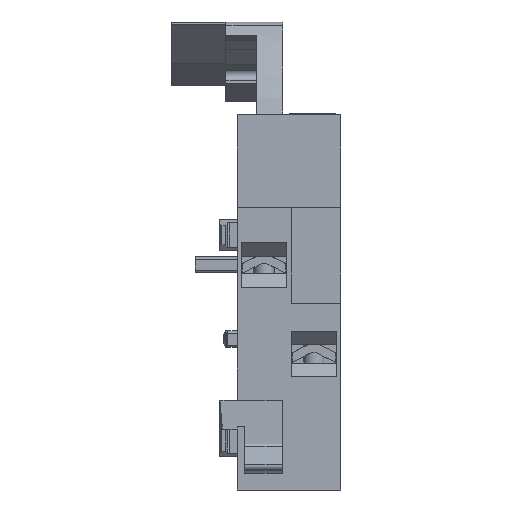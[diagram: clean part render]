
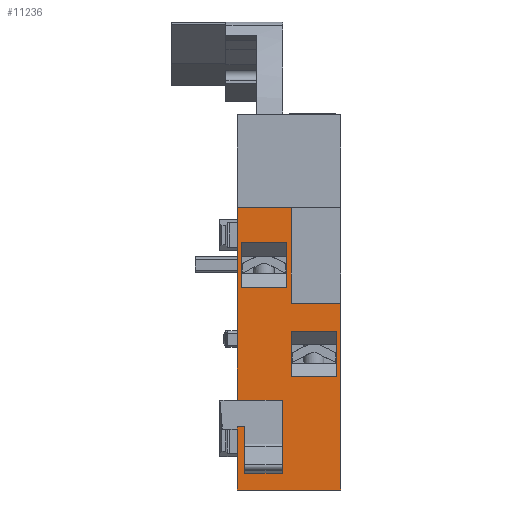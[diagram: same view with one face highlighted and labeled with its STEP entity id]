
A CAD part, front view. The second image highlights one B-rep face of the part: STEP entity #11236.
In plain terms, the highlighted planar face has unit normal (0, -1, 0).
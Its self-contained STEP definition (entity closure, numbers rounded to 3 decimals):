
#742=DIRECTION('',(0.,0.,1.));
#743=VECTOR('',#742,10.637);
#744=CARTESIAN_POINT('',(11.5,0.,0.));
#745=LINE('',#744,#743);
#978=DIRECTION('',(0.,0.,1.));
#979=VECTOR('',#978,33.608);
#980=CARTESIAN_POINT('',(11.5,0.,15.692));
#981=LINE('',#980,#979);
#2224=DIRECTION('',(-1.,0.,0.));
#2225=VECTOR('',#2224,7.9);
#2226=CARTESIAN_POINT('',(28.8,0.,19.75));
#2227=LINE('',#2226,#2225);
#2231=DIRECTION('',(1.,0.,0.));
#2232=VECTOR('',#2231,7.9);
#2233=CARTESIAN_POINT('',(20.9,0.,27.75));
#2234=LINE('',#2233,#2232);
#2238=DIRECTION('',(-1.,0.,0.));
#2239=VECTOR('',#2238,7.9);
#2240=CARTESIAN_POINT('',(20.1,0.,35.35));
#2241=LINE('',#2240,#2239);
#2245=DIRECTION('',(1.,0.,0.));
#2246=VECTOR('',#2245,7.9);
#2247=CARTESIAN_POINT('',(12.2,0.,43.15));
#2248=LINE('',#2247,#2246);
#2252=DIRECTION('',(0.,0.,-1.));
#2253=VECTOR('',#2252,4.576);
#2254=CARTESIAN_POINT('',(19.35,0.,15.692));
#2255=LINE('',#2254,#2253);
#2259=DIRECTION('',(1.,0.,0.));
#2260=VECTOR('',#2259,7.85);
#2261=CARTESIAN_POINT('',(11.5,0.,15.692));
#2262=LINE('',#2261,#2260);
#2266=DIRECTION('',(0.,0.,-1.));
#2267=VECTOR('',#2266,16.7);
#2268=CARTESIAN_POINT('',(20.9,0.,49.3));
#2269=LINE('',#2268,#2267);
#2273=DIRECTION('',(-1.,0.,0.));
#2274=VECTOR('',#2273,8.6);
#2275=CARTESIAN_POINT('',(29.5,0.,32.6));
#2276=LINE('',#2275,#2274);
#2280=DIRECTION('',(1.,0.,0.));
#2281=VECTOR('',#2280,18.);
#2282=CARTESIAN_POINT('',(11.5,0.,0.));
#2283=LINE('',#2282,#2281);
#2287=DIRECTION('',(0.,0.,1.));
#2288=VECTOR('',#2287,0.478);
#2289=CARTESIAN_POINT('',(11.5,0.,10.637));
#2290=LINE('',#2289,#2288);
#2294=DIRECTION('',(1.,0.,0.));
#2295=VECTOR('',#2294,1.25);
#2296=CARTESIAN_POINT('',(11.5,0.,11.115));
#2297=LINE('',#2296,#2295);
#2301=DIRECTION('',(-1.,0.,0.));
#2302=VECTOR('',#2301,6.6);
#2303=CARTESIAN_POINT('',(19.35,0.,2.947));
#2304=LINE('',#2303,#2302);
#2352=DIRECTION('',(0.,0.,1.));
#2353=VECTOR('',#2352,8.);
#2354=CARTESIAN_POINT('',(20.9,0.,19.75));
#2355=LINE('',#2354,#2353);
#3713=DIRECTION('',(0.,0.,-1.));
#3714=VECTOR('',#3713,7.8);
#3715=CARTESIAN_POINT('',(20.1,0.,43.15));
#3716=LINE('',#3715,#3714);
#3741=DIRECTION('',(0.,0.,1.));
#3742=VECTOR('',#3741,7.8);
#3743=CARTESIAN_POINT('',(12.2,0.,35.35));
#3744=LINE('',#3743,#3742);
#4691=DIRECTION('',(0.,0.,1.));
#4692=VECTOR('',#4691,32.6);
#4693=CARTESIAN_POINT('',(29.5,0.,0.));
#4694=LINE('',#4693,#4692);
#4849=DIRECTION('',(1.,0.,0.));
#4850=VECTOR('',#4849,9.4);
#4851=CARTESIAN_POINT('',(11.5,0.,49.3));
#4852=LINE('',#4851,#4850);
#7708=DIRECTION('',(0.,0.,-1.));
#7709=VECTOR('',#7708,8.);
#7710=CARTESIAN_POINT('',(28.8,0.,27.75));
#7711=LINE('',#7710,#7709);
#7736=DIRECTION('',(0.,0.,-1.));
#7737=VECTOR('',#7736,8.168);
#7738=CARTESIAN_POINT('',(19.35,0.,11.115));
#7739=LINE('',#7738,#7737);
#7822=DIRECTION('',(0.,0.,1.));
#7823=VECTOR('',#7822,8.168);
#7824=CARTESIAN_POINT('',(12.75,0.,2.947));
#7825=LINE('',#7824,#7823);
#8153=CARTESIAN_POINT('',(11.5,0.,0.));
#8154=VERTEX_POINT('',#8153);
#8155=CARTESIAN_POINT('',(11.5,0.,49.3));
#8157=VERTEX_POINT('',#8155);
#8181=CARTESIAN_POINT('',(29.5,0.,0.));
#8182=VERTEX_POINT('',#8181);
#8213=CARTESIAN_POINT('',(29.5,0.,32.6));
#8214=VERTEX_POINT('',#8213);
#8215=CARTESIAN_POINT('',(20.9,0.,49.3));
#8216=CARTESIAN_POINT('',(20.9,0.,32.6));
#8217=VERTEX_POINT('',#8215);
#8218=VERTEX_POINT('',#8216);
#8297=CARTESIAN_POINT('',(11.5,0.,10.637));
#8298=VERTEX_POINT('',#8297);
#9105=CARTESIAN_POINT('',(28.8,0.,19.75));
#9106=CARTESIAN_POINT('',(20.9,0.,19.75));
#9107=VERTEX_POINT('',#9105);
#9108=VERTEX_POINT('',#9106);
#9113=CARTESIAN_POINT('',(20.9,0.,27.75));
#9114=CARTESIAN_POINT('',(28.8,0.,27.75));
#9115=VERTEX_POINT('',#9113);
#9116=VERTEX_POINT('',#9114);
#9121=CARTESIAN_POINT('',(20.1,0.,35.35));
#9122=CARTESIAN_POINT('',(12.2,0.,35.35));
#9123=VERTEX_POINT('',#9121);
#9124=VERTEX_POINT('',#9122);
#9129=CARTESIAN_POINT('',(12.2,0.,43.15));
#9130=CARTESIAN_POINT('',(20.1,0.,43.15));
#9131=VERTEX_POINT('',#9129);
#9132=VERTEX_POINT('',#9130);
#9405=CARTESIAN_POINT('',(19.35,0.,2.947));
#9406=CARTESIAN_POINT('',(12.75,0.,2.947));
#9407=VERTEX_POINT('',#9405);
#9408=VERTEX_POINT('',#9406);
#9409=CARTESIAN_POINT('',(11.5,0.,15.692));
#9411=VERTEX_POINT('',#9409);
#9413=CARTESIAN_POINT('',(19.35,0.,15.692));
#9414=VERTEX_POINT('',#9413);
#9415=CARTESIAN_POINT('',(11.5,0.,11.115));
#9416=VERTEX_POINT('',#9415);
#9423=CARTESIAN_POINT('',(12.75,0.,11.115));
#9424=VERTEX_POINT('',#9423);
#9425=CARTESIAN_POINT('',(19.35,0.,11.115));
#9426=VERTEX_POINT('',#9425);
#11184=CARTESIAN_POINT('',(11.5,0.,0.));
#11185=DIRECTION('',(0.,-1.,0.));
#11186=DIRECTION('',(0.,0.,1.));
#11187=AXIS2_PLACEMENT_3D('',#11184,#11185,#11186);
#11188=PLANE('',#11187);
#11190=ORIENTED_EDGE('',*,*,#11189,.F.);
#11192=ORIENTED_EDGE('',*,*,#11191,.F.);
#11193=ORIENTED_EDGE('',*,*,#11163,.F.);
#11194=ORIENTED_EDGE('',*,*,#9516,.T.);
#11196=ORIENTED_EDGE('',*,*,#11195,.T.);
#11198=ORIENTED_EDGE('',*,*,#11197,.T.);
#11200=ORIENTED_EDGE('',*,*,#11199,.F.);
#11202=ORIENTED_EDGE('',*,*,#11201,.F.);
#11204=ORIENTED_EDGE('',*,*,#11203,.F.);
#11205=ORIENTED_EDGE('',*,*,#9448,.T.);
#11207=ORIENTED_EDGE('',*,*,#11206,.T.);
#11209=ORIENTED_EDGE('',*,*,#11208,.T.);
#11211=ORIENTED_EDGE('',*,*,#11210,.F.);
#11213=ORIENTED_EDGE('',*,*,#11212,.F.);
#11214=EDGE_LOOP('',(#11190,#11192,#11193,#11194,#11196,#11198,#11200,#11202,
#11204,#11205,#11207,#11209,#11211,#11213));
#11215=FACE_OUTER_BOUND('',#11214,.F.);
#11217=ORIENTED_EDGE('',*,*,#11216,.F.);
#11219=ORIENTED_EDGE('',*,*,#11218,.F.);
#11221=ORIENTED_EDGE('',*,*,#11220,.F.);
#11223=ORIENTED_EDGE('',*,*,#11222,.F.);
#11224=EDGE_LOOP('',(#11217,#11219,#11221,#11223));
#11225=FACE_BOUND('',#11224,.F.);
#11227=ORIENTED_EDGE('',*,*,#11226,.F.);
#11229=ORIENTED_EDGE('',*,*,#11228,.F.);
#11231=ORIENTED_EDGE('',*,*,#11230,.F.);
#11233=ORIENTED_EDGE('',*,*,#11232,.F.);
#11234=EDGE_LOOP('',(#11227,#11229,#11231,#11233));
#11235=FACE_BOUND('',#11234,.F.);
#9448=EDGE_CURVE('',#8154,#8298,#745,.T.);
#9516=EDGE_CURVE('',#9411,#8157,#981,.T.);
#11163=EDGE_CURVE('',#9411,#9414,#2262,.T.);
#11189=EDGE_CURVE('',#9426,#9407,#7739,.T.);
#11191=EDGE_CURVE('',#9414,#9426,#2255,.T.);
#11195=EDGE_CURVE('',#8157,#8217,#4852,.T.);
#11197=EDGE_CURVE('',#8217,#8218,#2269,.T.);
#11199=EDGE_CURVE('',#8214,#8218,#2276,.T.);
#11201=EDGE_CURVE('',#8182,#8214,#4694,.T.);
#11203=EDGE_CURVE('',#8154,#8182,#2283,.T.);
#11206=EDGE_CURVE('',#8298,#9416,#2290,.T.);
#11208=EDGE_CURVE('',#9416,#9424,#2297,.T.);
#11210=EDGE_CURVE('',#9408,#9424,#7825,.T.);
#11212=EDGE_CURVE('',#9407,#9408,#2304,.T.);
#11216=EDGE_CURVE('',#9123,#9124,#2241,.T.);
#11218=EDGE_CURVE('',#9132,#9123,#3716,.T.);
#11220=EDGE_CURVE('',#9131,#9132,#2248,.T.);
#11222=EDGE_CURVE('',#9124,#9131,#3744,.T.);
#11226=EDGE_CURVE('',#9107,#9108,#2227,.T.);
#11228=EDGE_CURVE('',#9116,#9107,#7711,.T.);
#11230=EDGE_CURVE('',#9115,#9116,#2234,.T.);
#11232=EDGE_CURVE('',#9108,#9115,#2355,.T.);
#11236=ADVANCED_FACE('',(#11215,#11225,#11235),#11188,.T.);
